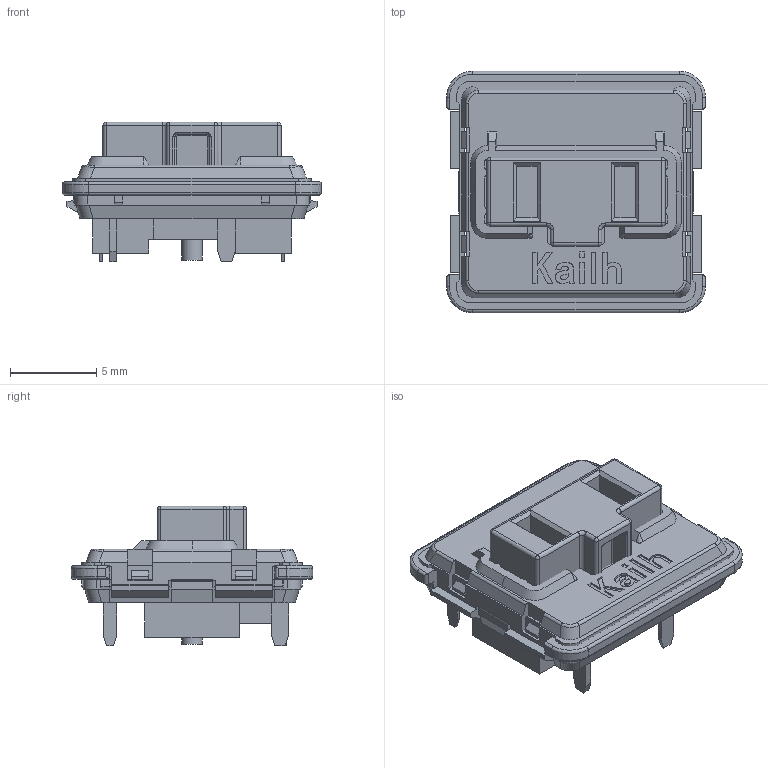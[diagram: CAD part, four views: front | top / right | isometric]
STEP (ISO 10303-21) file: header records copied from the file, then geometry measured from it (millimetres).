
FILE_DESCRIPTION(/* description */ ('STEP AP214'),/* implementation_level */ '2;1');
FILE_NAME(/* name */ '6105baa0c34bad71a69655da',/* time_stamp */ '2021-07-31T21:03:29+00:00',/* author */ (''),/* organization */ (''),/* preprocessor_version */ 'ST-DEVELOPER v18.1',/* originating_system */ ' ',/* authorisation */ ' ');
FILE_SCHEMA (('AUTOMOTIVE_DESIGN {1 0 10303 214 3 1 1}'));
Length unit declared in the file: metre
Products named in the file (7): Part 4; Part 5; Part 6; Part 7; Document
Bounding box: 15 x 14 x 8.1 mm (x, y, z)
Volume: 712.8 mm3; surface area: 1279 mm2
Topology: 7 solids, 7 shells, 493 faces, 1349 edges, 869 vertices
Faces by surface type: plane 367, cylinder 83, bspline 23, torus 14, sphere 6
Full cylindrical faces by diameter (mm): 1.2 x1
Entity records: 16245 total; most frequent: CARTESIAN_POINT 3754, ORIENTED_EDGE 2688, DIRECTION 2356, EDGE_CURVE 1344, LINE 1084, VECTOR 1084, VERTEX_POINT 869, AXIS2_PLACEMENT_3D 636
